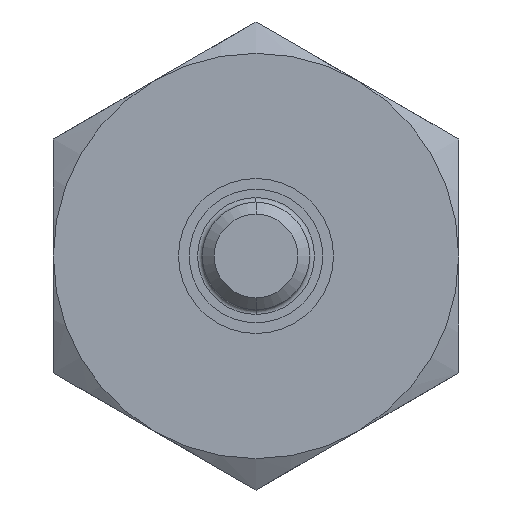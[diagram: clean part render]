
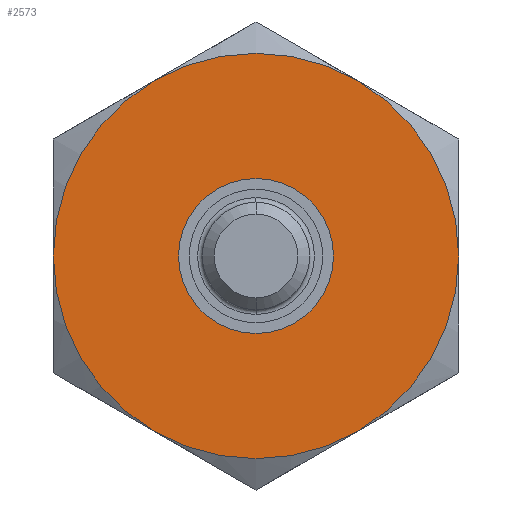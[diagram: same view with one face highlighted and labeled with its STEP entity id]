
A CAD part, front view. The second image highlights one B-rep face of the part: STEP entity #2573.
In plain terms, the highlighted planar face has unit normal (0, -1, 0).
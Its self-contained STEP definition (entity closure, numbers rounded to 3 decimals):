
#57=CARTESIAN_POINT('',(0.,-8.6,0.));
#58=DIRECTION('',(0.,1.,0.));
#59=DIRECTION('',(-1.,0.,0.));
#60=AXIS2_PLACEMENT_3D('',#57,#58,#59);
#62=CARTESIAN_POINT('',(0.,-8.6,0.));
#63=DIRECTION('',(0.,1.,0.));
#64=DIRECTION('',(-0.5,0.,0.866));
#65=AXIS2_PLACEMENT_3D('',#62,#63,#64);
#67=CARTESIAN_POINT('',(0.,-8.6,0.));
#68=DIRECTION('',(0.,1.,0.));
#69=DIRECTION('',(0.5,0.,0.866));
#70=AXIS2_PLACEMENT_3D('',#67,#68,#69);
#72=CARTESIAN_POINT('',(0.,-8.6,0.));
#73=DIRECTION('',(0.,1.,0.));
#74=DIRECTION('',(1.,0.,0.));
#75=AXIS2_PLACEMENT_3D('',#72,#73,#74);
#77=CARTESIAN_POINT('',(0.,-8.6,0.));
#78=DIRECTION('',(0.,1.,0.));
#79=DIRECTION('',(0.5,0.,-0.866));
#80=AXIS2_PLACEMENT_3D('',#77,#78,#79);
#82=CARTESIAN_POINT('',(0.,-8.6,0.));
#83=DIRECTION('',(0.,1.,0.));
#84=DIRECTION('',(-0.5,0.,-0.866));
#85=AXIS2_PLACEMENT_3D('',#82,#83,#84);
#107=CARTESIAN_POINT('',(0.,-8.6,0.));
#108=DIRECTION('',(0.,1.,0.));
#109=DIRECTION('',(0.,0.,-1.));
#110=AXIS2_PLACEMENT_3D('',#107,#108,#109);
#112=CARTESIAN_POINT('',(0.,-8.6,0.));
#113=DIRECTION('',(0.,1.,0.));
#114=DIRECTION('',(0.,0.,1.));
#115=AXIS2_PLACEMENT_3D('',#112,#113,#114);
#2257=CARTESIAN_POINT('',(-8.5,-8.6,0.));
#2258=CARTESIAN_POINT('',(-4.25,-8.6,7.361));
#2259=VERTEX_POINT('',#2257);
#2260=VERTEX_POINT('',#2258);
#2261=CARTESIAN_POINT('',(4.25,-8.6,7.361));
#2262=VERTEX_POINT('',#2261);
#2263=CARTESIAN_POINT('',(8.5,-8.6,0.));
#2264=VERTEX_POINT('',#2263);
#2265=CARTESIAN_POINT('',(4.25,-8.6,-7.361));
#2266=VERTEX_POINT('',#2265);
#2267=CARTESIAN_POINT('',(-4.25,-8.6,-7.361));
#2268=VERTEX_POINT('',#2267);
#2287=CARTESIAN_POINT('',(0.,-8.6,-3.25));
#2288=CARTESIAN_POINT('',(0.,-8.6,3.25));
#2289=VERTEX_POINT('',#2287);
#2290=VERTEX_POINT('',#2288);
#2548=CARTESIAN_POINT('',(0.,-8.6,0.));
#2549=DIRECTION('',(0.,1.,0.));
#2550=DIRECTION('',(0.,0.,-1.));
#2551=AXIS2_PLACEMENT_3D('',#2548,#2549,#2550);
#2552=PLANE('',#2551);
#2554=ORIENTED_EDGE('',*,*,#2553,.T.);
#2556=ORIENTED_EDGE('',*,*,#2555,.T.);
#2558=ORIENTED_EDGE('',*,*,#2557,.T.);
#2560=ORIENTED_EDGE('',*,*,#2559,.T.);
#2562=ORIENTED_EDGE('',*,*,#2561,.T.);
#2564=ORIENTED_EDGE('',*,*,#2563,.T.);
#2565=EDGE_LOOP('',(#2554,#2556,#2558,#2560,#2562,#2564));
#2566=FACE_OUTER_BOUND('',#2565,.F.);
#2568=ORIENTED_EDGE('',*,*,#2567,.F.);
#2570=ORIENTED_EDGE('',*,*,#2569,.F.);
#2571=EDGE_LOOP('',(#2568,#2570));
#2572=FACE_BOUND('',#2571,.F.);
#61=CIRCLE('',#60,8.5);
#66=CIRCLE('',#65,8.5);
#71=CIRCLE('',#70,8.5);
#76=CIRCLE('',#75,8.5);
#81=CIRCLE('',#80,8.5);
#86=CIRCLE('',#85,8.5);
#111=CIRCLE('',#110,3.25);
#116=CIRCLE('',#115,3.25);
#2553=EDGE_CURVE('',#2259,#2260,#61,.T.);
#2555=EDGE_CURVE('',#2260,#2262,#66,.T.);
#2557=EDGE_CURVE('',#2262,#2264,#71,.T.);
#2559=EDGE_CURVE('',#2264,#2266,#76,.T.);
#2561=EDGE_CURVE('',#2266,#2268,#81,.T.);
#2563=EDGE_CURVE('',#2268,#2259,#86,.T.);
#2567=EDGE_CURVE('',#2289,#2290,#111,.T.);
#2569=EDGE_CURVE('',#2290,#2289,#116,.T.);
#2573=ADVANCED_FACE('',(#2566,#2572),#2552,.F.);
